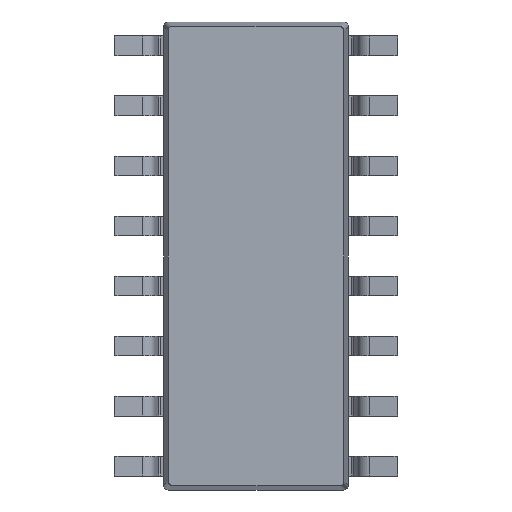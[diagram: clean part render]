
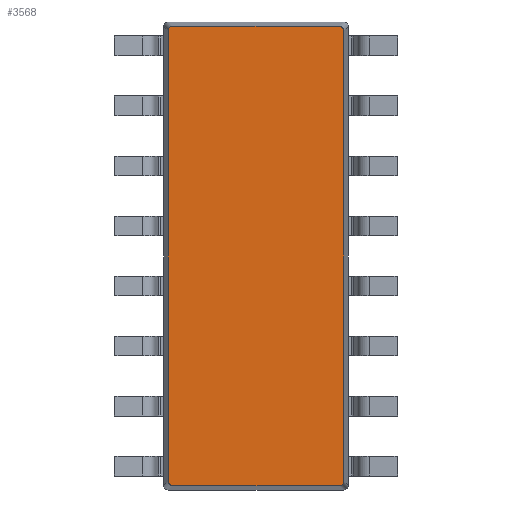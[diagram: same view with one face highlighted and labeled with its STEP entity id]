
A CAD part, front view. The second image highlights one B-rep face of the part: STEP entity #3568.
In plain terms, the highlighted planar face has unit normal (0, -1, 0).
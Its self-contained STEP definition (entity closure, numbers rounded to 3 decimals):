
#260 = AXIS2_PLACEMENT_3D ( 'NONE', #7647, #5029, #5111 ) ;
#390 = DIRECTION ( 'NONE',  ( 1., 0., 0. ) ) ;
#483 = CARTESIAN_POINT ( 'NONE',  ( 1.86, 0.25, 4.819 ) ) ;
#564 = EDGE_CURVE ( 'NONE', #5933, #7271, #7125, .T. ) ;
#568 = CARTESIAN_POINT ( 'NONE',  ( -1.86, 0.25, 4.819 ) ) ;
#574 = EDGE_CURVE ( 'NONE', #7004, #1044, #3938, .T. ) ;
#634 = CARTESIAN_POINT ( 'NONE',  ( 1.86, 0.25, -4.761 ) ) ;
#641 = CARTESIAN_POINT ( 'NONE',  ( 1.86, 0.25, 4.761 ) ) ;
#779 = CARTESIAN_POINT ( 'NONE',  ( -1.86, 0.25, 4.95 ) ) ;
#800 = EDGE_CURVE ( 'NONE', #1044, #7340, #929, .T. ) ;
#813 = ORIENTED_EDGE ( 'NONE', *, *, #8094, .T. ) ;
#929 =( BOUNDED_CURVE ( )  B_SPLINE_CURVE ( 3, ( #2390, #4393, #568, #2476 ),
 .UNSPECIFIED., .F., .T. ) 
 B_SPLINE_CURVE_WITH_KNOTS ( ( 4, 4 ),
 ( 5.507, 7.059 ),
 .UNSPECIFIED. ) 
 CURVE ( )  GEOMETRIC_REPRESENTATION_ITEM ( )  RATIONAL_B_SPLINE_CURVE ( ( 1., 0.809, 0.809, 1. ) ) 
 REPRESENTATION_ITEM ( '' )  );
#1007 = EDGE_LOOP ( 'NONE', ( #813, #1599, #7792, #6238, #4622, #5192, #5309, #4181 ) ) ;
#1044 = VERTEX_POINT ( 'NONE', #2670 ) ;
#1149 = CARTESIAN_POINT ( 'NONE',  ( 1.761, 0.25, -4.86 ) ) ;
#1370 = VECTOR ( 'NONE', #390, 1000. ) ;
#1460 = CARTESIAN_POINT ( 'NONE',  ( -1.86, 0.25, -4.761 ) ) ;
#1556 = VERTEX_POINT ( 'NONE', #1149 ) ;
#1599 = ORIENTED_EDGE ( 'NONE', *, *, #7773, .T. ) ;
#1958 = DIRECTION ( 'NONE',  ( 0., 0., -1. ) ) ;
#2239 = LINE ( 'NONE', #779, #4446 ) ;
#2348 = DIRECTION ( 'NONE',  ( 0., 0., 1. ) ) ;
#2390 = CARTESIAN_POINT ( 'NONE',  ( -1.761, 0.25, 4.86 ) ) ;
#2476 = CARTESIAN_POINT ( 'NONE',  ( -1.86, 0.25, 4.761 ) ) ;
#2670 = CARTESIAN_POINT ( 'NONE',  ( -1.761, 0.25, 4.86 ) ) ;
#2694 = FACE_OUTER_BOUND ( 'NONE', #1007, .T. ) ;
#3568 = ADVANCED_FACE ( 'NONE', ( #2694 ), #6279, .T. ) ;
#3740 = CARTESIAN_POINT ( 'NONE',  ( 1.761, 0.25, 4.86 ) ) ;
#3888 = LINE ( 'NONE', #4882, #1370 ) ;
#3894 =( BOUNDED_CURVE ( )  B_SPLINE_CURVE ( 3, ( #6258, #483, #4394, #3740 ),
 .UNSPECIFIED., .F., .F. ) 
 B_SPLINE_CURVE_WITH_KNOTS ( ( 4, 4 ),
 ( 5.507, 7.059 ),
 .UNSPECIFIED. ) 
 CURVE ( )  GEOMETRIC_REPRESENTATION_ITEM ( )  RATIONAL_B_SPLINE_CURVE ( ( 1., 0.809, 0.809, 1. ) ) 
 REPRESENTATION_ITEM ( '' )  );
#3938 = LINE ( 'NONE', #5345, #5468 ) ;
#4028 =( BOUNDED_CURVE ( )  B_SPLINE_CURVE ( 3, ( #5123, #8273, #5676, #634 ),
 .UNSPECIFIED., .F., .F. ) 
 B_SPLINE_CURVE_WITH_KNOTS ( ( 4, 4 ),
 ( 5.507, 7.059 ),
 .UNSPECIFIED. ) 
 CURVE ( )  GEOMETRIC_REPRESENTATION_ITEM ( )  RATIONAL_B_SPLINE_CURVE ( ( 1., 0.809, 0.809, 1. ) ) 
 REPRESENTATION_ITEM ( '' )  );
#4080 = CARTESIAN_POINT ( 'NONE',  ( -1.86, 0.25, -4.761 ) ) ;
#4181 = ORIENTED_EDGE ( 'NONE', *, *, #564, .T. ) ;
#4393 = CARTESIAN_POINT ( 'NONE',  ( -1.819, 0.25, 4.86 ) ) ;
#4394 = CARTESIAN_POINT ( 'NONE',  ( 1.819, 0.25, 4.86 ) ) ;
#4446 = VECTOR ( 'NONE', #1958, 1000. ) ;
#4566 = CARTESIAN_POINT ( 'NONE',  ( -1.761, 0.25, -4.86 ) ) ;
#4622 = ORIENTED_EDGE ( 'NONE', *, *, #574, .T. ) ;
#4835 = CARTESIAN_POINT ( 'NONE',  ( 1.86, 0.25, -4.95 ) ) ;
#4882 = CARTESIAN_POINT ( 'NONE',  ( -1.95, 0.25, -4.86 ) ) ;
#5029 = DIRECTION ( 'NONE',  ( 0., -1., 0. ) ) ;
#5111 = DIRECTION ( 'NONE',  ( 0., 0., -1. ) ) ;
#5123 = CARTESIAN_POINT ( 'NONE',  ( 1.761, 0.25, -4.86 ) ) ;
#5192 = ORIENTED_EDGE ( 'NONE', *, *, #800, .T. ) ;
#5267 = VERTEX_POINT ( 'NONE', #641 ) ;
#5309 = ORIENTED_EDGE ( 'NONE', *, *, #5860, .T. ) ;
#5327 = CARTESIAN_POINT ( 'NONE',  ( -1.86, 0.25, -4.819 ) ) ;
#5341 = CARTESIAN_POINT ( 'NONE',  ( 1.86, 0.25, -4.761 ) ) ;
#5345 = CARTESIAN_POINT ( 'NONE',  ( 1.95, 0.25, 4.86 ) ) ;
#5376 = VERTEX_POINT ( 'NONE', #5341 ) ;
#5411 = CARTESIAN_POINT ( 'NONE',  ( -1.819, 0.25, -4.86 ) ) ;
#5453 = LINE ( 'NONE', #4835, #6044 ) ;
#5468 = VECTOR ( 'NONE', #7882, 1000. ) ;
#5590 = EDGE_CURVE ( 'NONE', #5376, #5267, #5453, .T. ) ;
#5676 = CARTESIAN_POINT ( 'NONE',  ( 1.86, 0.25, -4.819 ) ) ;
#5860 = EDGE_CURVE ( 'NONE', #7340, #5933, #2239, .T. ) ;
#5933 = VERTEX_POINT ( 'NONE', #1460 ) ;
#6044 = VECTOR ( 'NONE', #2348, 1000. ) ;
#6238 = ORIENTED_EDGE ( 'NONE', *, *, #8212, .T. ) ;
#6258 = CARTESIAN_POINT ( 'NONE',  ( 1.86, 0.25, 4.761 ) ) ;
#6279 = PLANE ( 'NONE',  #260 ) ;
#6690 = CARTESIAN_POINT ( 'NONE',  ( -1.761, 0.25, -4.86 ) ) ;
#7004 = VERTEX_POINT ( 'NONE', #7465 ) ;
#7106 = CARTESIAN_POINT ( 'NONE',  ( -1.86, 0.25, 4.761 ) ) ;
#7125 =( BOUNDED_CURVE ( )  B_SPLINE_CURVE ( 3, ( #4080, #5327, #5411, #6690 ),
 .UNSPECIFIED., .F., .F. ) 
 B_SPLINE_CURVE_WITH_KNOTS ( ( 4, 4 ),
 ( 5.507, 7.059 ),
 .UNSPECIFIED. ) 
 CURVE ( )  GEOMETRIC_REPRESENTATION_ITEM ( )  RATIONAL_B_SPLINE_CURVE ( ( 1., 0.809, 0.809, 1. ) ) 
 REPRESENTATION_ITEM ( '' )  );
#7271 = VERTEX_POINT ( 'NONE', #4566 ) ;
#7340 = VERTEX_POINT ( 'NONE', #7106 ) ;
#7465 = CARTESIAN_POINT ( 'NONE',  ( 1.761, 0.25, 4.86 ) ) ;
#7647 = CARTESIAN_POINT ( 'NONE',  ( 0., 0.25, 0. ) ) ;
#7773 = EDGE_CURVE ( 'NONE', #1556, #5376, #4028, .T. ) ;
#7792 = ORIENTED_EDGE ( 'NONE', *, *, #5590, .T. ) ;
#7882 = DIRECTION ( 'NONE',  ( -1., 0., 0. ) ) ;
#8094 = EDGE_CURVE ( 'NONE', #7271, #1556, #3888, .T. ) ;
#8212 = EDGE_CURVE ( 'NONE', #5267, #7004, #3894, .T. ) ;
#8273 = CARTESIAN_POINT ( 'NONE',  ( 1.819, 0.25, -4.86 ) ) ;
